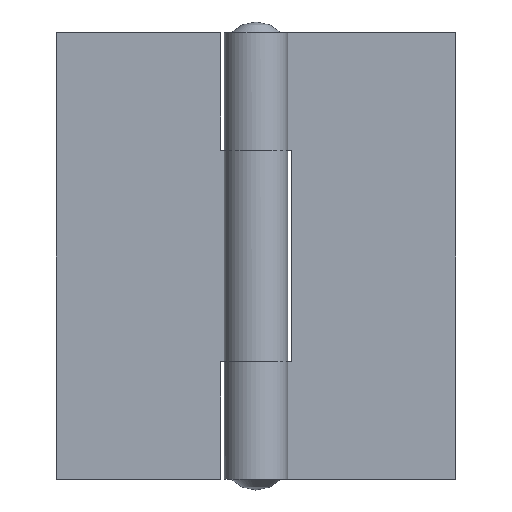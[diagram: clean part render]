
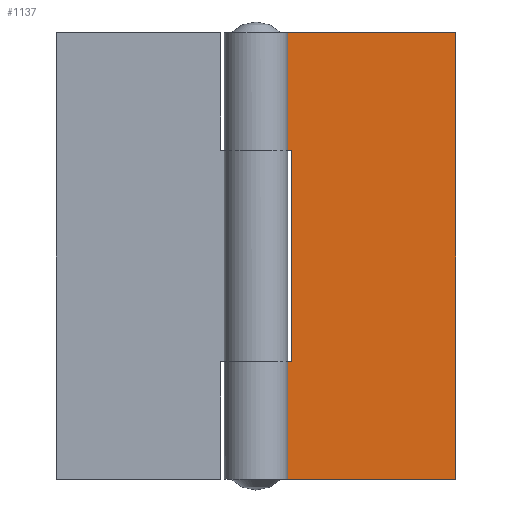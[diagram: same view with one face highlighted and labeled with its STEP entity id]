
A CAD part, front view. The second image highlights one B-rep face of the part: STEP entity #1137.
In plain terms, the highlighted free-form (B-spline) face has degree [1, 1] with [2, 2] control points.
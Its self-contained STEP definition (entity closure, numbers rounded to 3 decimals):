
#473=CARTESIAN_POINT('',(3.,1.5,10.0));
#474=VERTEX_POINT('',#473);
#535=CARTESIAN_POINT('',(0.,1.5,10.));
#536=VERTEX_POINT('',#535);
#568=CARTESIAN_POINT('',(3.,1.5,10.0));
#569=CARTESIAN_POINT('',(0.,1.5,10.));
#570=QUASI_UNIFORM_CURVE('',1,(#568,#569),.UNSPECIFIED.,.F.,.U.);
#571=EDGE_CURVE('',#474,#536,#570,.T.);
#581=CARTESIAN_POINT('',(0.,1.5,28.0));
#582=VERTEX_POINT('',#581);
#667=CARTESIAN_POINT('',(3.,1.5,28.0));
#668=VERTEX_POINT('',#667);
#674=CARTESIAN_POINT('',(0.,1.5,28.0));
#675=CARTESIAN_POINT('',(3.,1.5,28.0));
#676=QUASI_UNIFORM_CURVE('',1,(#674,#675),.UNSPECIFIED.,.F.,.U.);
#677=EDGE_CURVE('',#582,#668,#676,.T.);
#694=CARTESIAN_POINT('',(3.,1.5,28.0));
#695=CARTESIAN_POINT('',(3.,1.5,10.0));
#696=QUASI_UNIFORM_CURVE('',1,(#694,#695),.UNSPECIFIED.,.F.,.U.);
#697=EDGE_CURVE('',#668,#474,#696,.T.);
#707=CARTESIAN_POINT('',(17.0,1.5,0.0));
#708=VERTEX_POINT('',#707);
#709=CARTESIAN_POINT('',(0.,1.5,0.0));
#710=VERTEX_POINT('',#709);
#711=CARTESIAN_POINT('',(17.0,1.5,0.0));
#712=CARTESIAN_POINT('',(0.,1.5,0.0));
#713=QUASI_UNIFORM_CURVE('',1,(#711,#712),.UNSPECIFIED.,.F.,.U.);
#714=EDGE_CURVE('',#708,#710,#713,.T.);
#812=CARTESIAN_POINT('',(17.0,1.5,38.0));
#813=VERTEX_POINT('',#812);
#814=CARTESIAN_POINT('',(0.,1.5,38.0));
#815=VERTEX_POINT('',#814);
#816=CARTESIAN_POINT('',(17.0,1.5,38.0));
#817=CARTESIAN_POINT('',(0.,1.5,38.0));
#818=QUASI_UNIFORM_CURVE('',1,(#816,#817),.UNSPECIFIED.,.F.,.U.);
#819=EDGE_CURVE('',#813,#815,#818,.T.);
#926=CARTESIAN_POINT('',(17.0,1.5,38.0));
#927=CARTESIAN_POINT('',(17.0,1.5,0.0));
#928=QUASI_UNIFORM_CURVE('',1,(#926,#927),.UNSPECIFIED.,.F.,.U.);
#929=EDGE_CURVE('',#813,#708,#928,.T.);
#1081=CARTESIAN_POINT('',(0.,1.5,10.));
#1082=CARTESIAN_POINT('',(0.,1.5,0.0));
#1083=QUASI_UNIFORM_CURVE('',1,(#1081,#1082),.UNSPECIFIED.,.F.,.U.);
#1084=EDGE_CURVE('',#536,#710,#1083,.T.);
#1112=CARTESIAN_POINT('',(0.,1.5,38.0));
#1113=CARTESIAN_POINT('',(0.,1.5,28.0));
#1114=QUASI_UNIFORM_CURVE('',1,(#1112,#1113),.UNSPECIFIED.,.F.,.U.);
#1115=EDGE_CURVE('',#815,#582,#1114,.T.);
#1122=CARTESIAN_POINT('',(-0.849,1.5,39.898));
#1123=CARTESIAN_POINT('',(-0.849,1.5,-1.898));
#1124=CARTESIAN_POINT('',(17.849,1.5,39.898));
#1125=CARTESIAN_POINT('',(17.849,1.5,-1.898));
#1126=B_SPLINE_SURFACE_WITH_KNOTS('',1,1,((#1122,#1124),(#1123,#1125)),.UNSPECIFIED.,.F.,.F.,.U.,(2,2),(2,2),(0.0,41.796),(0.0,18.698),.UNSPECIFIED.);
#1127=ORIENTED_EDGE('',*,*,#1115,.T.);
#1128=ORIENTED_EDGE('',*,*,#677,.T.);
#1129=ORIENTED_EDGE('',*,*,#697,.T.);
#1130=ORIENTED_EDGE('',*,*,#571,.T.);
#1131=ORIENTED_EDGE('',*,*,#1084,.T.);
#1132=ORIENTED_EDGE('',*,*,#714,.F.);
#1133=ORIENTED_EDGE('',*,*,#929,.F.);
#1134=ORIENTED_EDGE('',*,*,#819,.T.);
#1135=EDGE_LOOP('',(#1127,#1128,#1129,#1130,#1131,#1132,#1133,#1134));
#1136=FACE_OUTER_BOUND('',#1135,.T.);
#1137=ADVANCED_FACE('',(#1136),#1126,.T.);
